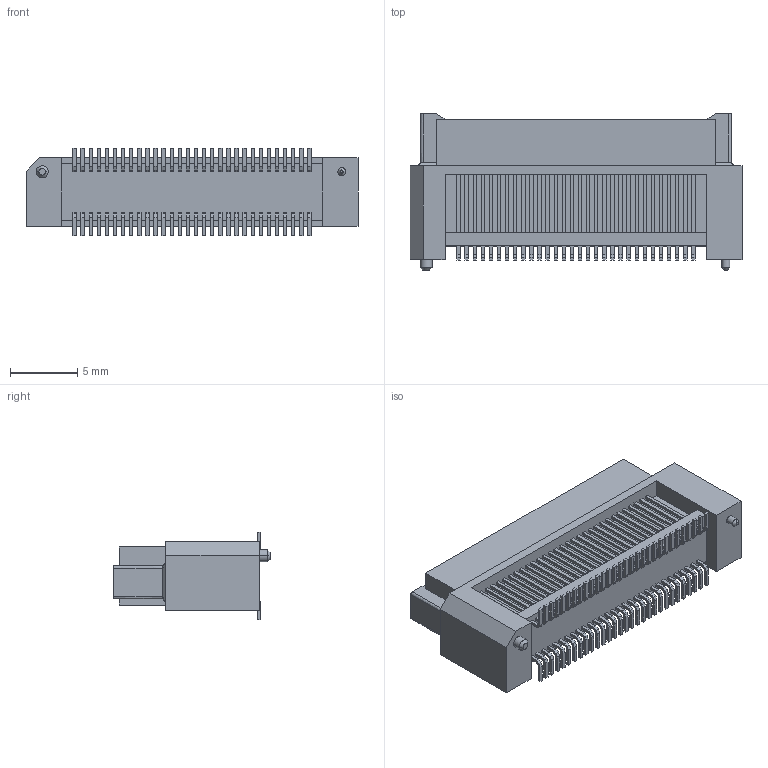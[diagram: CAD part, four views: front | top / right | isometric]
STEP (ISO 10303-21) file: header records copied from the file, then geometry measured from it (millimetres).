
FILE_DESCRIPTION(('OneSpaceDesigner STEP Export'),'2;1');
FILE_NAME('FX8C-60P-SV6.stp','2007-03-20T18:16:37',(''),(''),'OneSpace Designer STEP processor (Jan. 2003) for AP214(CD)(Solid Model)','OneSpace Designer 12.00 10-Sep-2003 (C) CoCreate Software GmbH','');
FILE_SCHEMA(('AUTOMOTIVE_DESIGN_CC2 {1 2 10303 214 -1 1 5 1}'));
Length unit declared in the file: millimetre
Products named in the file (1): FX8C-60P-SV6
Bounding box: 24.6 x 11.6 x 6.5 mm (x, y, z)
Volume: 669.8 mm3; surface area: 1432 mm2
Topology: 1 solids, 1 shells, 906 faces, 2509 edges, 1664 vertices
Faces by surface type: plane 830, cylinder 64, bspline 4, extrusion 4, cone 4
Entity records: 33164 total; most frequent: ORIENTED_EDGE 5010, CARTESIAN_POINT 4649, DIRECTION 3685, EDGE_CURVE 2505, VECTOR 2125, LINE 2121, VERTEX_POINT 1664, EDGE_LOOP 1089
